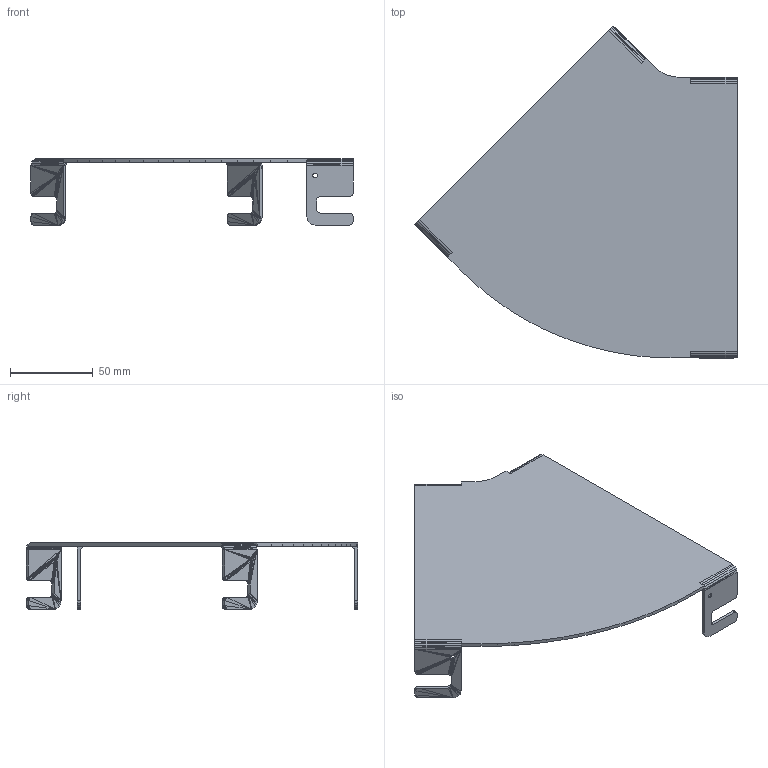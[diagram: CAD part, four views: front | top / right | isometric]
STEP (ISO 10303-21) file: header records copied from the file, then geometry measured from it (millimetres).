
FILE_DESCRIPTION(('FreeCAD Model'),'2;1');
FILE_NAME('Open CASCADE Shape Model','2022-12-01T12:28:20',('Author'),( ''),'Open CASCADE STEP processor 7.6','FreeCAD','Unknown');
FILE_SCHEMA(('AUTOMOTIVE_DESIGN { 1 0 10303 214 1 1 1 1 }'));
Length unit declared in the file: millimetre
Products named in the file (1): DS_120_38351___________________________________________________________
___45___________________________________________001001 (Solid)
Bounding box: 195.1 x 201.02 x 40 mm (x, y, z)
Volume: 58766 mm3; surface area: 61043.9 mm2
Topology: 1 solids, 1 shells, 691 faces, 1307 edges, 614 vertices
Faces by surface type: plane 691
Entity records: 32834 total; most frequent: DIRECTION 5289, CARTESIAN_POINT 5211, LINE 3909, VECTOR 3909, ORIENTED_EDGE 2606, PCURVE 2606, DEFINITIONAL_REPRESENTATION 2606, EDGE_CURVE 1303
